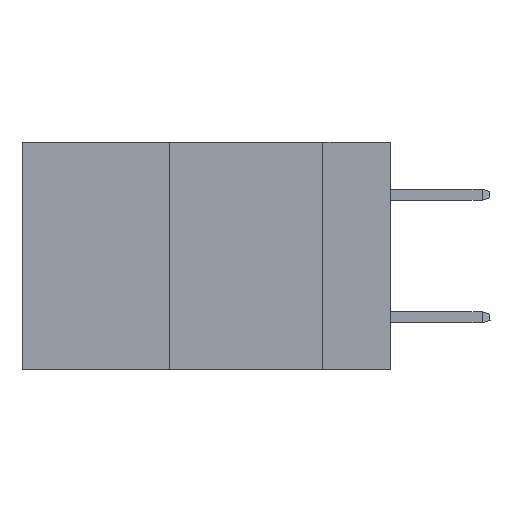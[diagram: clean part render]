
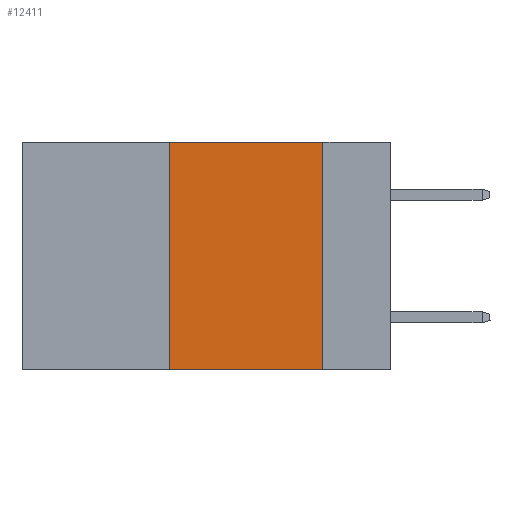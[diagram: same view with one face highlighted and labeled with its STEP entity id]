
A CAD part, left-side view. The second image highlights one B-rep face of the part: STEP entity #12411.
In plain terms, the highlighted planar face has unit normal (-1, 0, 0).
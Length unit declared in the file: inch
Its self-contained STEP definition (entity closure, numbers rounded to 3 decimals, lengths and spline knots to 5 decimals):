
#3694 = VERTEX_POINT ( 'NONE', #24460 ) ;
#4456 = EDGE_CURVE ( 'NONE', #3694, #24298, #10373, .T. ) ;
#4861 = LINE ( 'NONE', #30822, #11542 ) ;
#4974 = CARTESIAN_POINT ( 'NONE',  ( 0., 0.11, 0. ) ) ;
#6167 = VERTEX_POINT ( 'NONE', #4974 ) ;
#6997 = DIRECTION ( 'NONE',  ( 0., -1., 0. ) ) ;
#8031 = ORIENTED_EDGE ( 'NONE', *, *, #9367, .F. ) ;
#8362 = PLANE ( 'NONE',  #24146 ) ;
#8459 = VECTOR ( 'NONE', #9310, 39.37008 ) ;
#9211 = CARTESIAN_POINT ( 'NONE',  ( 0., 0.36, 0. ) ) ;
#9276 = LINE ( 'NONE', #9211, #8459 ) ;
#9310 = DIRECTION ( 'NONE',  ( 0., 0., 1. ) ) ;
#9365 = VECTOR ( 'NONE', #6997, 39.37008 ) ;
#9367 = EDGE_CURVE ( 'NONE', #3694, #12530, #9276, .T. ) ;
#10373 = LINE ( 'NONE', #16865, #32400 ) ;
#11542 = VECTOR ( 'NONE', #13289, 39.37008 ) ;
#11927 = DIRECTION ( 'NONE',  ( 0., -1., 0. ) ) ;
#12411 = ADVANCED_FACE ( 'NONE', ( #24887 ), #8362, .F. ) ;
#12530 = VERTEX_POINT ( 'NONE', #20183 ) ;
#13289 = DIRECTION ( 'NONE',  ( 0., 0., -1. ) ) ;
#13469 = ORIENTED_EDGE ( 'NONE', *, *, #25758, .F. ) ;
#13705 = CARTESIAN_POINT ( 'NONE',  ( 0., 0.6, 0. ) ) ;
#15986 = EDGE_LOOP ( 'NONE', ( #13469, #17260, #8031, #17070 ) ) ;
#16515 = EDGE_CURVE ( 'NONE', #12530, #6167, #25500, .T. ) ;
#16865 = CARTESIAN_POINT ( 'NONE',  ( 0., 0.6, -0.37 ) ) ;
#16982 = CARTESIAN_POINT ( 'NONE',  ( 0., 0.6, 0. ) ) ;
#17070 = ORIENTED_EDGE ( 'NONE', *, *, #4456, .T. ) ;
#17260 = ORIENTED_EDGE ( 'NONE', *, *, #16515, .F. ) ;
#20183 = CARTESIAN_POINT ( 'NONE',  ( 0., 0.36, 0. ) ) ;
#23452 = DIRECTION ( 'NONE',  ( 1., 0., 0. ) ) ;
#24146 = AXIS2_PLACEMENT_3D ( 'NONE', #13705, #23452, #25980 ) ;
#24298 = VERTEX_POINT ( 'NONE', #29868 ) ;
#24460 = CARTESIAN_POINT ( 'NONE',  ( 0., 0.36, -0.37 ) ) ;
#24887 = FACE_OUTER_BOUND ( 'NONE', #15986, .T. ) ;
#25500 = LINE ( 'NONE', #16982, #9365 ) ;
#25758 = EDGE_CURVE ( 'NONE', #6167, #24298, #4861, .T. ) ;
#25980 = DIRECTION ( 'NONE',  ( 0., 0., -1. ) ) ;
#29868 = CARTESIAN_POINT ( 'NONE',  ( 0., 0.11, -0.37 ) ) ;
#30822 = CARTESIAN_POINT ( 'NONE',  ( 0., 0.11, 0. ) ) ;
#32400 = VECTOR ( 'NONE', #11927, 39.37008 ) ;
